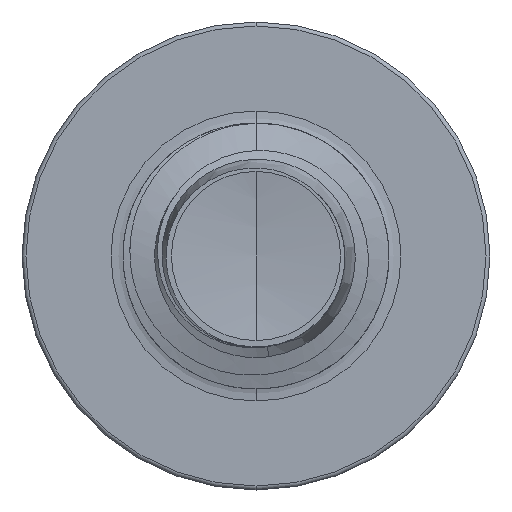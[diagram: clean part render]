
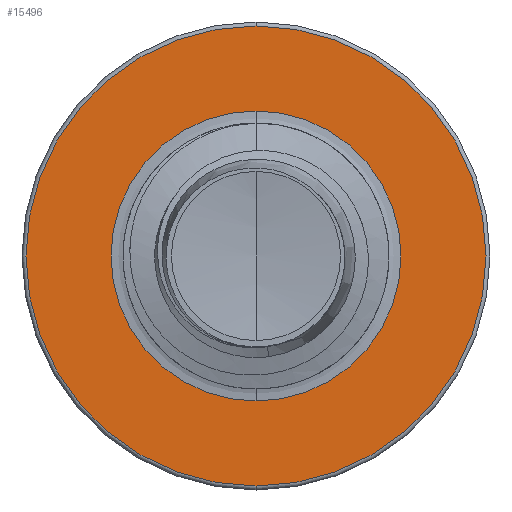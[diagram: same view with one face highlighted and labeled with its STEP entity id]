
A CAD part, front view. The second image highlights one B-rep face of the part: STEP entity #15496.
In plain terms, the highlighted planar face has unit normal (0, -1, 0).
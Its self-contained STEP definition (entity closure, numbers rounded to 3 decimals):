
#582 = ORIENTED_EDGE ( 'NONE', *, *, #5465, .T. ) ;
#1045 = CARTESIAN_POINT ( 'NONE',  ( 0., 4.5, 2.163 ) ) ;
#1427 = CARTESIAN_POINT ( 'NONE',  ( 0., 4.5, -2.163 ) ) ;
#1732 = EDGE_LOOP ( 'NONE', ( #10711, #582 ) ) ;
#2101 = EDGE_LOOP ( 'NONE', ( #13787, #6527 ) ) ;
#2514 = AXIS2_PLACEMENT_3D ( 'NONE', #6711, #8143, #16178 ) ;
#5400 = VERTEX_POINT ( 'NONE', #1427 ) ;
#5465 = EDGE_CURVE ( 'NONE', #13937, #7448, #10655, .T. ) ;
#5496 = EDGE_CURVE ( 'NONE', #11600, #5400, #13857, .T. ) ;
#5600 = CARTESIAN_POINT ( 'NONE',  ( 0., 4.5, -1.363 ) ) ;
#5694 = AXIS2_PLACEMENT_3D ( 'NONE', #7168, #7166, #7149 ) ;
#6294 = DIRECTION ( 'NONE',  ( 0., 1., 0. ) ) ;
#6527 = ORIENTED_EDGE ( 'NONE', *, *, #8990, .F. ) ;
#6589 = PLANE ( 'NONE',  #2514 ) ;
#6711 = CARTESIAN_POINT ( 'NONE',  ( 0., 4.5, -1.363 ) ) ;
#7030 = DIRECTION ( 'NONE',  ( 0., 1., 0. ) ) ;
#7113 = CARTESIAN_POINT ( 'NONE',  ( 0., 4.5, 0. ) ) ;
#7149 = DIRECTION ( 'NONE',  ( 0., 0., 1. ) ) ;
#7166 = DIRECTION ( 'NONE',  ( 0., 1., 0. ) ) ;
#7168 = CARTESIAN_POINT ( 'NONE',  ( 0., 4.5, 0. ) ) ;
#7448 = VERTEX_POINT ( 'NONE', #12465 ) ;
#8143 = DIRECTION ( 'NONE',  ( 0., 1., 0. ) ) ;
#8595 = FACE_OUTER_BOUND ( 'NONE', #2101, .T. ) ;
#8825 = DIRECTION ( 'NONE',  ( 0., 0., 1. ) ) ;
#8966 = EDGE_CURVE ( 'NONE', #7448, #13937, #12199, .T. ) ;
#8990 = EDGE_CURVE ( 'NONE', #5400, #11600, #12583, .T. ) ;
#9169 = CARTESIAN_POINT ( 'NONE',  ( 0., 4.5, 0. ) ) ;
#10545 = DIRECTION ( 'NONE',  ( 0., 0., 1. ) ) ;
#10655 = CIRCLE ( 'NONE', #5694, 1.363 ) ;
#10711 = ORIENTED_EDGE ( 'NONE', *, *, #8966, .T. ) ;
#11299 = AXIS2_PLACEMENT_3D ( 'NONE', #7113, #7030, #8825 ) ;
#11600 = VERTEX_POINT ( 'NONE', #1045 ) ;
#12136 = FACE_BOUND ( 'NONE', #1732, .T. ) ;
#12199 = CIRCLE ( 'NONE', #15118, 1.363 ) ;
#12465 = CARTESIAN_POINT ( 'NONE',  ( 0., 4.5, 1.363 ) ) ;
#12583 = CIRCLE ( 'NONE', #16281, 2.163 ) ;
#13787 = ORIENTED_EDGE ( 'NONE', *, *, #5496, .F. ) ;
#13857 = CIRCLE ( 'NONE', #11299, 2.163 ) ;
#13937 = VERTEX_POINT ( 'NONE', #5600 ) ;
#14097 = CARTESIAN_POINT ( 'NONE',  ( 0., 4.5, 0. ) ) ;
#15057 = DIRECTION ( 'NONE',  ( 0., 0., 1. ) ) ;
#15118 = AXIS2_PLACEMENT_3D ( 'NONE', #14097, #6294, #15057 ) ;
#15496 = ADVANCED_FACE ( 'NONE', ( #8595, #12136 ), #6589, .F. ) ;
#16178 = DIRECTION ( 'NONE',  ( 0., 0., 1. ) ) ;
#16281 = AXIS2_PLACEMENT_3D ( 'NONE', #9169, #16762, #10545 ) ;
#16762 = DIRECTION ( 'NONE',  ( 0., 1., 0. ) ) ;
